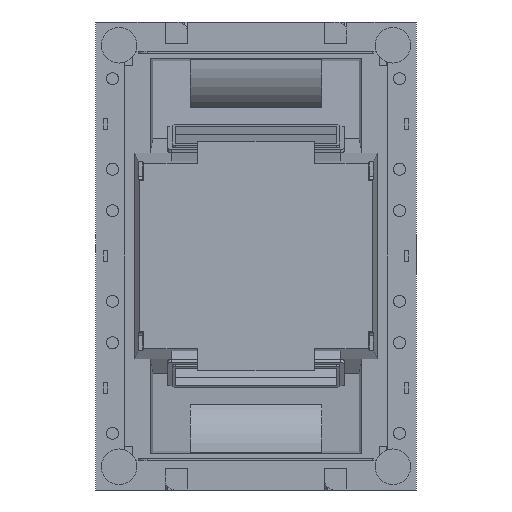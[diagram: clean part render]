
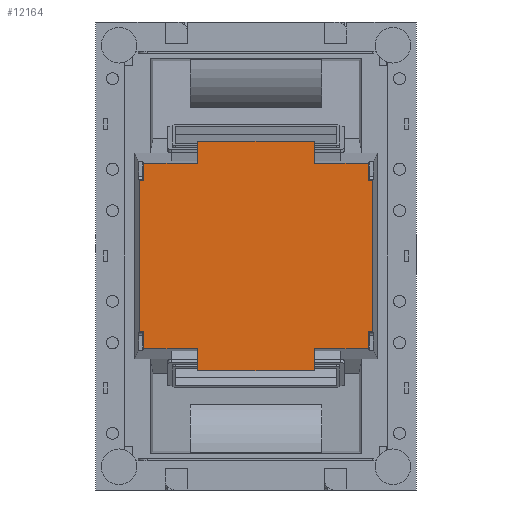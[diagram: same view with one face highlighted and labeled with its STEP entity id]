
A CAD part, front view. The second image highlights one B-rep face of the part: STEP entity #12164.
In plain terms, the highlighted face is planar.
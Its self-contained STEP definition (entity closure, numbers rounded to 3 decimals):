
#11491=CARTESIAN_POINT('Vertex',(64.8,33.,-3.3)) ;
#11494=CARTESIAN_POINT('Line Origine',(58.525,33.,-3.3)) ;
#11498=CARTESIAN_POINT('Vertex',(52.25,33.,-3.3)) ;
#11561=CARTESIAN_POINT('Vertex',(52.25,-33.,-3.3)) ;
#11564=CARTESIAN_POINT('Line Origine',(58.525,-33.,-3.3)) ;
#11568=CARTESIAN_POINT('Vertex',(64.8,-33.,-3.3)) ;
#12008=CARTESIAN_POINT('Line Origine',(64.8,0.,-3.3)) ;
#12020=CARTESIAN_POINT('Axis2P3D Location',(0.,0.,-3.3)) ;
#12025=CARTESIAN_POINT('Line Origine',(-42.651,-64.572,-3.3)) ;
#12029=CARTESIAN_POINT('Vertex',(-42.651,-63.417,-3.3)) ;
#12031=CARTESIAN_POINT('Vertex',(-42.651,-65.726,-3.3)) ;
#12034=CARTESIAN_POINT('Line Origine',(-47.451,-63.417,-3.3)) ;
#12038=CARTESIAN_POINT('Vertex',(-52.25,-63.417,-3.3)) ;
#12041=CARTESIAN_POINT('Line Origine',(-52.25,-48.209,-3.3)) ;
#12045=CARTESIAN_POINT('Vertex',(-52.25,-33.,-3.3)) ;
#12048=CARTESIAN_POINT('Line Origine',(-58.525,-33.,-3.3)) ;
#12052=CARTESIAN_POINT('Vertex',(-64.8,-33.,-3.3)) ;
#12055=CARTESIAN_POINT('Line Origine',(-64.8,0.,-3.3)) ;
#12059=CARTESIAN_POINT('Vertex',(-64.8,33.,-3.3)) ;
#12062=CARTESIAN_POINT('Line Origine',(-58.525,33.,-3.3)) ;
#12066=CARTESIAN_POINT('Vertex',(-52.25,33.,-3.3)) ;
#12069=CARTESIAN_POINT('Line Origine',(-52.25,48.209,-3.3)) ;
#12073=CARTESIAN_POINT('Vertex',(-52.25,63.417,-3.3)) ;
#12076=CARTESIAN_POINT('Line Origine',(-47.451,63.417,-3.3)) ;
#12080=CARTESIAN_POINT('Vertex',(-42.651,63.417,-3.3)) ;
#12083=CARTESIAN_POINT('Line Origine',(-42.651,64.572,-3.3)) ;
#12087=CARTESIAN_POINT('Vertex',(-42.651,65.726,-3.3)) ;
#12090=CARTESIAN_POINT('Line Origine',(0.,65.726,-3.3)) ;
#12094=CARTESIAN_POINT('Vertex',(42.651,65.726,-3.3)) ;
#12097=CARTESIAN_POINT('Line Origine',(42.651,64.572,-3.3)) ;
#12101=CARTESIAN_POINT('Vertex',(42.651,63.417,-3.3)) ;
#12104=CARTESIAN_POINT('Line Origine',(47.451,63.417,-3.3)) ;
#12108=CARTESIAN_POINT('Vertex',(52.25,63.417,-3.3)) ;
#12111=CARTESIAN_POINT('Line Origine',(52.25,48.209,-3.3)) ;
#12116=CARTESIAN_POINT('Line Origine',(52.25,-48.209,-3.3)) ;
#12120=CARTESIAN_POINT('Vertex',(52.25,-63.417,-3.3)) ;
#12123=CARTESIAN_POINT('Line Origine',(47.451,-63.417,-3.3)) ;
#12127=CARTESIAN_POINT('Vertex',(42.651,-63.417,-3.3)) ;
#12130=CARTESIAN_POINT('Line Origine',(42.651,-64.572,-3.3)) ;
#12134=CARTESIAN_POINT('Vertex',(42.651,-65.726,-3.3)) ;
#12137=CARTESIAN_POINT('Line Origine',(0.,-65.726,-3.3)) ;
#11496=VECTOR('Line Direction',#11495,1.) ;
#11566=VECTOR('Line Direction',#11565,1.) ;
#12010=VECTOR('Line Direction',#12009,1.) ;
#12027=VECTOR('Line Direction',#12026,1.) ;
#12036=VECTOR('Line Direction',#12035,1.) ;
#12043=VECTOR('Line Direction',#12042,1.) ;
#12050=VECTOR('Line Direction',#12049,1.) ;
#12057=VECTOR('Line Direction',#12056,1.) ;
#12064=VECTOR('Line Direction',#12063,1.) ;
#12071=VECTOR('Line Direction',#12070,1.) ;
#12078=VECTOR('Line Direction',#12077,1.) ;
#12085=VECTOR('Line Direction',#12084,1.) ;
#12092=VECTOR('Line Direction',#12091,1.) ;
#12099=VECTOR('Line Direction',#12098,1.) ;
#12106=VECTOR('Line Direction',#12105,1.) ;
#12113=VECTOR('Line Direction',#12112,1.) ;
#12118=VECTOR('Line Direction',#12117,1.) ;
#12125=VECTOR('Line Direction',#12124,1.) ;
#12132=VECTOR('Line Direction',#12131,1.) ;
#12139=VECTOR('Line Direction',#12138,1.) ;
#11495=DIRECTION('Vector Direction',(-1.,0.,0.)) ;
#11565=DIRECTION('Vector Direction',(-1.,0.,0.)) ;
#12009=DIRECTION('Vector Direction',(0.,1.,0.)) ;
#12021=DIRECTION('Axis2P3D Direction',(0.,0.,1.)) ;
#12022=DIRECTION('Axis2P3D XDirection',(1.,0.,0.)) ;
#12026=DIRECTION('Vector Direction',(0.,-1.,0.)) ;
#12035=DIRECTION('Vector Direction',(-1.,0.,0.)) ;
#12042=DIRECTION('Vector Direction',(0.,-1.,0.)) ;
#12049=DIRECTION('Vector Direction',(1.,0.,0.)) ;
#12056=DIRECTION('Vector Direction',(0.,1.,0.)) ;
#12063=DIRECTION('Vector Direction',(1.,0.,0.)) ;
#12070=DIRECTION('Vector Direction',(0.,-1.,0.)) ;
#12077=DIRECTION('Vector Direction',(-1.,0.,0.)) ;
#12084=DIRECTION('Vector Direction',(0.,1.,0.)) ;
#12091=DIRECTION('Vector Direction',(-1.,0.,0.)) ;
#12098=DIRECTION('Vector Direction',(0.,1.,0.)) ;
#12105=DIRECTION('Vector Direction',(-1.,0.,0.)) ;
#12112=DIRECTION('Vector Direction',(0.,-1.,0.)) ;
#12117=DIRECTION('Vector Direction',(0.,-1.,0.)) ;
#12124=DIRECTION('Vector Direction',(-1.,0.,0.)) ;
#12131=DIRECTION('Vector Direction',(0.,-1.,0.)) ;
#12138=DIRECTION('Vector Direction',(-1.,0.,0.)) ;
#12023=AXIS2_PLACEMENT_3D('Plane Axis2P3D',#12020,#12021,#12022) ;
#11497=LINE('Line',#11494,#11496) ;
#11567=LINE('Line',#11564,#11566) ;
#12011=LINE('Line',#12008,#12010) ;
#12028=LINE('Line',#12025,#12027) ;
#12037=LINE('Line',#12034,#12036) ;
#12044=LINE('Line',#12041,#12043) ;
#12051=LINE('Line',#12048,#12050) ;
#12058=LINE('Line',#12055,#12057) ;
#12065=LINE('Line',#12062,#12064) ;
#12072=LINE('Line',#12069,#12071) ;
#12079=LINE('Line',#12076,#12078) ;
#12086=LINE('Line',#12083,#12085) ;
#12093=LINE('Line',#12090,#12092) ;
#12100=LINE('Line',#12097,#12099) ;
#12107=LINE('Line',#12104,#12106) ;
#12114=LINE('Line',#12111,#12113) ;
#12119=LINE('Line',#12116,#12118) ;
#12126=LINE('Line',#12123,#12125) ;
#12133=LINE('Line',#12130,#12132) ;
#12140=LINE('Line',#12137,#12139) ;
#12024=PLANE('',#12023) ;
#11500=EDGE_CURVE('',#11492,#11499,#11497,.T.) ;
#11570=EDGE_CURVE('',#11569,#11562,#11567,.T.) ;
#12012=EDGE_CURVE('',#11569,#11492,#12011,.T.) ;
#12033=EDGE_CURVE('',#12030,#12032,#12028,.T.) ;
#12040=EDGE_CURVE('',#12030,#12039,#12037,.T.) ;
#12047=EDGE_CURVE('',#12046,#12039,#12044,.T.) ;
#12054=EDGE_CURVE('',#12046,#12053,#12051,.F.) ;
#12061=EDGE_CURVE('',#12053,#12060,#12058,.T.) ;
#12068=EDGE_CURVE('',#12067,#12060,#12065,.F.) ;
#12075=EDGE_CURVE('',#12074,#12067,#12072,.T.) ;
#12082=EDGE_CURVE('',#12081,#12074,#12079,.T.) ;
#12089=EDGE_CURVE('',#12081,#12088,#12086,.T.) ;
#12096=EDGE_CURVE('',#12095,#12088,#12093,.T.) ;
#12103=EDGE_CURVE('',#12102,#12095,#12100,.T.) ;
#12110=EDGE_CURVE('',#12109,#12102,#12107,.T.) ;
#12115=EDGE_CURVE('',#12109,#11499,#12114,.T.) ;
#12122=EDGE_CURVE('',#11562,#12121,#12119,.T.) ;
#12129=EDGE_CURVE('',#12121,#12128,#12126,.T.) ;
#12136=EDGE_CURVE('',#12128,#12135,#12133,.T.) ;
#12141=EDGE_CURVE('',#12135,#12032,#12140,.T.) ;
#12143=ORIENTED_EDGE('',*,*,#12033,.F.) ;
#12144=ORIENTED_EDGE('',*,*,#12040,.T.) ;
#12145=ORIENTED_EDGE('',*,*,#12047,.F.) ;
#12146=ORIENTED_EDGE('',*,*,#12054,.T.) ;
#12147=ORIENTED_EDGE('',*,*,#12061,.T.) ;
#12148=ORIENTED_EDGE('',*,*,#12068,.F.) ;
#12149=ORIENTED_EDGE('',*,*,#12075,.F.) ;
#12150=ORIENTED_EDGE('',*,*,#12082,.F.) ;
#12151=ORIENTED_EDGE('',*,*,#12089,.T.) ;
#12152=ORIENTED_EDGE('',*,*,#12096,.F.) ;
#12153=ORIENTED_EDGE('',*,*,#12103,.F.) ;
#12154=ORIENTED_EDGE('',*,*,#12110,.F.) ;
#12155=ORIENTED_EDGE('',*,*,#12115,.T.) ;
#12156=ORIENTED_EDGE('',*,*,#11500,.F.) ;
#12157=ORIENTED_EDGE('',*,*,#12012,.F.) ;
#12158=ORIENTED_EDGE('',*,*,#11570,.T.) ;
#12159=ORIENTED_EDGE('',*,*,#12122,.T.) ;
#12160=ORIENTED_EDGE('',*,*,#12129,.T.) ;
#12161=ORIENTED_EDGE('',*,*,#12136,.T.) ;
#12162=ORIENTED_EDGE('',*,*,#12141,.T.) ;
#12142=EDGE_LOOP('',(#12143,#12144,#12145,#12146,#12147,#12148,#12149,#12150,#12151,#12152,#12153,#12154,#12155,#12156,#12157,#12158,#12159,#12160,#12161,#12162)) ;
#11492=VERTEX_POINT('',#11491) ;
#11499=VERTEX_POINT('',#11498) ;
#11562=VERTEX_POINT('',#11561) ;
#11569=VERTEX_POINT('',#11568) ;
#12030=VERTEX_POINT('',#12029) ;
#12032=VERTEX_POINT('',#12031) ;
#12039=VERTEX_POINT('',#12038) ;
#12046=VERTEX_POINT('',#12045) ;
#12053=VERTEX_POINT('',#12052) ;
#12060=VERTEX_POINT('',#12059) ;
#12067=VERTEX_POINT('',#12066) ;
#12074=VERTEX_POINT('',#12073) ;
#12081=VERTEX_POINT('',#12080) ;
#12088=VERTEX_POINT('',#12087) ;
#12095=VERTEX_POINT('',#12094) ;
#12102=VERTEX_POINT('',#12101) ;
#12109=VERTEX_POINT('',#12108) ;
#12121=VERTEX_POINT('',#12120) ;
#12128=VERTEX_POINT('',#12127) ;
#12135=VERTEX_POINT('',#12134) ;
#12164=ADVANCED_FACE('Corps principal',(#12163),#12024,.F.) ;
#12163=FACE_OUTER_BOUND('',#12142,.T.) ;
